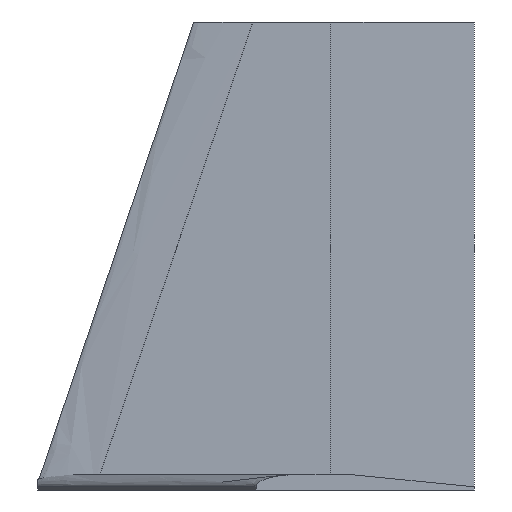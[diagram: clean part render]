
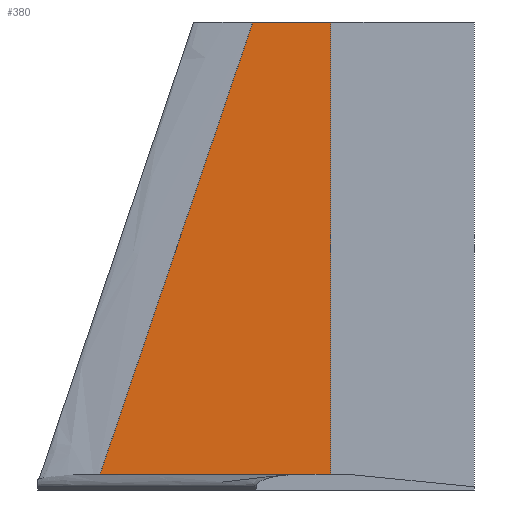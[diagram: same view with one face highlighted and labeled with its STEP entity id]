
A CAD part, left-side view. The second image highlights one B-rep face of the part: STEP entity #380.
In plain terms, the highlighted planar face has unit normal (-1, 0, 0).
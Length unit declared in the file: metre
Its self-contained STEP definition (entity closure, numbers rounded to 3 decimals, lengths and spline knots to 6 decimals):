
#30=B_SPLINE_CURVE_WITH_KNOTS('',3,(#727,#728,#729,#730),.UNSPECIFIED.,
 .F.,.F.,(4,4),(0.,1.),.UNSPECIFIED.);
#99=ORIENTED_EDGE('',*,*,#180,.F.);
#100=ORIENTED_EDGE('',*,*,#181,.T.);
#101=ORIENTED_EDGE('',*,*,#182,.T.);
#102=ORIENTED_EDGE('',*,*,#183,.T.);
#180=EDGE_CURVE('',#225,#226,#258,.T.);
#181=EDGE_CURVE('',#225,#227,#259,.T.);
#182=EDGE_CURVE('',#227,#228,#260,.T.);
#183=EDGE_CURVE('',#228,#226,#30,.T.);
#225=VERTEX_POINT('',#721);
#226=VERTEX_POINT('',#722);
#227=VERTEX_POINT('',#724);
#228=VERTEX_POINT('',#726);
#258=LINE('',#720,#293);
#259=LINE('',#723,#294);
#260=LINE('',#725,#295);
#293=VECTOR('',#483,1.);
#294=VECTOR('',#484,1.);
#295=VECTOR('',#485,1.);
#318=EDGE_LOOP('',(#99,#100,#101,#102));
#340=FACE_BOUND('',#318,.T.);
#360=PLANE('',#425);
#380=ADVANCED_FACE('',(#340),#360,.T.);
#425=AXIS2_PLACEMENT_3D('',#719,#481,#482);
#481=DIRECTION('',(-1.,0.,0.));
#482=DIRECTION('',(0.,-1.,0.));
#483=DIRECTION('',(0.,1.,0.));
#484=DIRECTION('',(0.,0.,1.));
#485=DIRECTION('',(0.,1.,0.));
#719=CARTESIAN_POINT('',(0.13175,-0.288248,0.069562));
#720=CARTESIAN_POINT('',(0.13175,-0.288248,-0.005438));
#721=CARTESIAN_POINT('',(0.13175,-0.300248,-0.005438));
#722=CARTESIAN_POINT('',(0.13175,-0.26241,-0.005438));
#723=CARTESIAN_POINT('',(0.13175,-0.300248,0.069562));
#724=CARTESIAN_POINT('',(0.13175,-0.300248,0.069562));
#725=CARTESIAN_POINT('',(0.13175,-0.288248,0.069562));
#726=CARTESIAN_POINT('',(0.13175,-0.287748,0.069562));
#727=CARTESIAN_POINT('',(0.13175,-0.287748,0.069562));
#728=CARTESIAN_POINT('',(0.13175,-0.279302,0.044562));
#729=CARTESIAN_POINT('',(0.13175,-0.270856,0.019562));
#730=CARTESIAN_POINT('',(0.13175,-0.26241,-0.005438));
